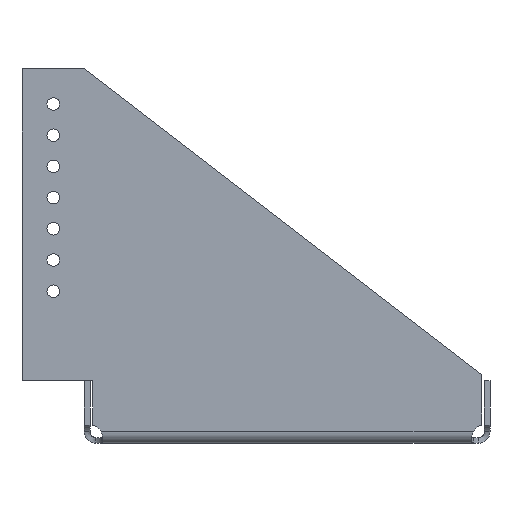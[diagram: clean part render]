
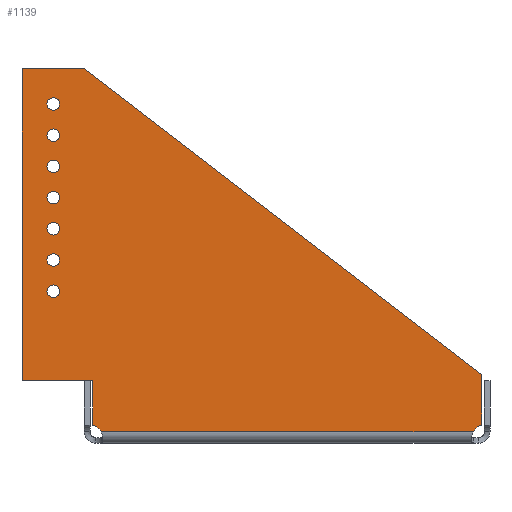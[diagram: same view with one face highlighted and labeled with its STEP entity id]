
A CAD part, front view. The second image highlights one B-rep face of the part: STEP entity #1139.
In plain terms, the highlighted planar face has unit normal (0, -1, 0).
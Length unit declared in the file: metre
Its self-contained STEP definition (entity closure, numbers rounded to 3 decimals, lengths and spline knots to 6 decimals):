
#79=CIRCLE('',#1232,0.002553);
#80=CIRCLE('',#1233,0.002553);
#81=CIRCLE('',#1234,0.002553);
#82=CIRCLE('',#1235,0.002553);
#83=CIRCLE('',#1236,0.002553);
#84=CIRCLE('',#1237,0.002553);
#85=CIRCLE('',#1238,0.002553);
#86=CIRCLE('',#1239,0.005546);
#87=CIRCLE('',#1240,0.005546);
#162=ORIENTED_EDGE('',*,*,#467,.T.);
#163=ORIENTED_EDGE('',*,*,#468,.T.);
#164=ORIENTED_EDGE('',*,*,#469,.T.);
#165=ORIENTED_EDGE('',*,*,#470,.T.);
#166=ORIENTED_EDGE('',*,*,#471,.T.);
#167=ORIENTED_EDGE('',*,*,#472,.T.);
#168=ORIENTED_EDGE('',*,*,#473,.T.);
#169=ORIENTED_EDGE('',*,*,#444,.F.);
#170=ORIENTED_EDGE('',*,*,#474,.T.);
#171=ORIENTED_EDGE('',*,*,#475,.T.);
#172=ORIENTED_EDGE('',*,*,#476,.T.);
#173=ORIENTED_EDGE('',*,*,#438,.T.);
#174=ORIENTED_EDGE('',*,*,#461,.T.);
#175=ORIENTED_EDGE('',*,*,#463,.T.);
#176=ORIENTED_EDGE('',*,*,#465,.F.);
#177=ORIENTED_EDGE('',*,*,#466,.F.);
#438=EDGE_CURVE('',#596,#597,#700,.T.);
#444=EDGE_CURVE('',#602,#603,#706,.F.);
#461=EDGE_CURVE('',#597,#616,#714,.T.);
#463=EDGE_CURVE('',#616,#617,#716,.T.);
#465=EDGE_CURVE('',#618,#617,#718,.T.);
#466=EDGE_CURVE('',#603,#618,#719,.T.);
#467=EDGE_CURVE('',#619,#619,#79,.F.);
#468=EDGE_CURVE('',#620,#620,#80,.F.);
#469=EDGE_CURVE('',#621,#621,#81,.F.);
#470=EDGE_CURVE('',#622,#622,#82,.F.);
#471=EDGE_CURVE('',#623,#623,#83,.F.);
#472=EDGE_CURVE('',#624,#624,#84,.F.);
#473=EDGE_CURVE('',#625,#625,#85,.F.);
#474=EDGE_CURVE('',#602,#626,#86,.F.);
#475=EDGE_CURVE('',#626,#627,#720,.T.);
#476=EDGE_CURVE('',#627,#596,#87,.F.);
#596=VERTEX_POINT('',#1652);
#597=VERTEX_POINT('',#1653);
#602=VERTEX_POINT('',#1664);
#603=VERTEX_POINT('',#1666);
#616=VERTEX_POINT('',#1697);
#617=VERTEX_POINT('',#1701);
#618=VERTEX_POINT('',#1705);
#619=VERTEX_POINT('',#1711);
#620=VERTEX_POINT('',#1713);
#621=VERTEX_POINT('',#1715);
#622=VERTEX_POINT('',#1717);
#623=VERTEX_POINT('',#1719);
#624=VERTEX_POINT('',#1721);
#625=VERTEX_POINT('',#1723);
#626=VERTEX_POINT('',#1725);
#627=VERTEX_POINT('',#1727);
#700=LINE('',#1651,#790);
#706=LINE('',#1665,#796);
#714=LINE('',#1698,#804);
#716=LINE('',#1702,#806);
#718=LINE('',#1706,#808);
#719=LINE('',#1708,#809);
#720=LINE('',#1726,#810);
#790=VECTOR('',#1333,1.);
#796=VECTOR('',#1341,1.);
#804=VECTOR('',#1371,1.);
#806=VECTOR('',#1375,1.);
#808=VECTOR('',#1379,1.);
#809=VECTOR('',#1382,1.);
#810=VECTOR('',#1401,1.);
#894=EDGE_LOOP('',(#162));
#895=EDGE_LOOP('',(#163));
#896=EDGE_LOOP('',(#164));
#897=EDGE_LOOP('',(#165));
#898=EDGE_LOOP('',(#166));
#899=EDGE_LOOP('',(#167));
#900=EDGE_LOOP('',(#168));
#901=EDGE_LOOP('',(#169,#170,#171,#172,#173,#174,#175,#176,#177));
#1006=FACE_BOUND('',#894,.T.);
#1007=FACE_BOUND('',#895,.T.);
#1008=FACE_BOUND('',#896,.T.);
#1009=FACE_BOUND('',#897,.T.);
#1010=FACE_BOUND('',#898,.T.);
#1011=FACE_BOUND('',#899,.T.);
#1012=FACE_BOUND('',#900,.T.);
#1013=FACE_BOUND('',#901,.T.);
#1111=PLANE('',#1231);
#1139=ADVANCED_FACE('',(#1006,#1007,#1008,#1009,#1010,#1011,#1012,#1013),
#1111,.T.);
#1231=AXIS2_PLACEMENT_3D('',#1709,#1383,#1384);
#1232=AXIS2_PLACEMENT_3D('',#1710,#1385,#1386);
#1233=AXIS2_PLACEMENT_3D('',#1712,#1387,#1388);
#1234=AXIS2_PLACEMENT_3D('',#1714,#1389,#1390);
#1235=AXIS2_PLACEMENT_3D('',#1716,#1391,#1392);
#1236=AXIS2_PLACEMENT_3D('',#1718,#1393,#1394);
#1237=AXIS2_PLACEMENT_3D('',#1720,#1395,#1396);
#1238=AXIS2_PLACEMENT_3D('',#1722,#1397,#1398);
#1239=AXIS2_PLACEMENT_3D('',#1724,#1399,#1400);
#1240=AXIS2_PLACEMENT_3D('',#1728,#1402,#1403);
#1333=DIRECTION('',(0.,0.,1.));
#1341=DIRECTION('',(0.,0.,-1.));
#1371=DIRECTION('',(-0.793,0.,0.61));
#1375=DIRECTION('',(-1.,0.,0.));
#1379=DIRECTION('',(0.,0.,1.));
#1382=DIRECTION('',(-1.,0.,0.));
#1383=DIRECTION('',(0.,-1.,0.));
#1384=DIRECTION('',(1.,0.,0.));
#1385=DIRECTION('',(0.,-1.,0.));
#1386=DIRECTION('',(0.,0.,-1.));
#1387=DIRECTION('',(0.,-1.,0.));
#1388=DIRECTION('',(0.,0.,-1.));
#1389=DIRECTION('',(0.,-1.,0.));
#1390=DIRECTION('',(0.,0.,-1.));
#1391=DIRECTION('',(0.,-1.,0.));
#1392=DIRECTION('',(0.,0.,-1.));
#1393=DIRECTION('',(0.,-1.,0.));
#1394=DIRECTION('',(0.,0.,-1.));
#1395=DIRECTION('',(0.,-1.,0.));
#1396=DIRECTION('',(0.,0.,-1.));
#1397=DIRECTION('',(0.,-1.,0.));
#1398=DIRECTION('',(0.,0.,-1.));
#1399=DIRECTION('',(0.,-1.,0.));
#1400=DIRECTION('',(0.,0.,-1.));
#1401=DIRECTION('',(1.,0.,0.));
#1402=DIRECTION('',(0.,-1.,0.));
#1403=DIRECTION('',(0.,0.,-1.));
#1651=CARTESIAN_POINT('',(0.009398,-0.175514,0.019788));
#1652=CARTESIAN_POINT('',(0.009398,-0.175514,-0.295819));
#1653=CARTESIAN_POINT('',(0.009398,-0.175514,-0.275234));
#1664=CARTESIAN_POINT('',(-0.149098,-0.175514,-0.295819));
#1665=CARTESIAN_POINT('',(-0.149098,-0.175514,-0.290474));
#1666=CARTESIAN_POINT('',(-0.149098,-0.175514,-0.277774));
#1697=CARTESIAN_POINT('',(-0.1524,-0.175514,-0.150774));
#1698=CARTESIAN_POINT('',(-0.06985,-0.175514,-0.214274));
#1701=CARTESIAN_POINT('',(-0.1778,-0.175514,-0.150774));
#1702=CARTESIAN_POINT('',(-0.1651,-0.175514,-0.150774));
#1705=CARTESIAN_POINT('',(-0.1778,-0.175514,-0.277774));
#1706=CARTESIAN_POINT('',(-0.1778,-0.175514,-0.290474));
#1708=CARTESIAN_POINT('',(-0.1524,-0.175514,-0.277774));
#1709=CARTESIAN_POINT('',(0.,-0.175514,0.019788));
#1710=CARTESIAN_POINT('',(-0.1651,-0.175514,-0.1651));
#1711=CARTESIAN_POINT('',(-0.1651,-0.175514,-0.167653));
#1712=CARTESIAN_POINT('',(-0.1651,-0.175514,-0.1778));
#1713=CARTESIAN_POINT('',(-0.1651,-0.175514,-0.180353));
#1714=CARTESIAN_POINT('',(-0.1651,-0.175514,-0.1905));
#1715=CARTESIAN_POINT('',(-0.1651,-0.175514,-0.193053));
#1716=CARTESIAN_POINT('',(-0.1651,-0.175514,-0.2032));
#1717=CARTESIAN_POINT('',(-0.1651,-0.175514,-0.205753));
#1718=CARTESIAN_POINT('',(-0.1651,-0.175514,-0.2159));
#1719=CARTESIAN_POINT('',(-0.1651,-0.175514,-0.218453));
#1720=CARTESIAN_POINT('',(-0.1651,-0.175514,-0.2286));
#1721=CARTESIAN_POINT('',(-0.1651,-0.175514,-0.231153));
#1722=CARTESIAN_POINT('',(-0.1651,-0.175514,-0.2413));
#1723=CARTESIAN_POINT('',(-0.1651,-0.175514,-0.243853));
#1724=CARTESIAN_POINT('',(-0.150428,-0.175514,-0.301203));
#1725=CARTESIAN_POINT('',(-0.145537,-0.175514,-0.298588));
#1726=CARTESIAN_POINT('',(0.,-0.175514,-0.298588));
#1727=CARTESIAN_POINT('',(0.005837,-0.175514,-0.298588));
#1728=CARTESIAN_POINT('',(0.010728,-0.175514,-0.301203));
